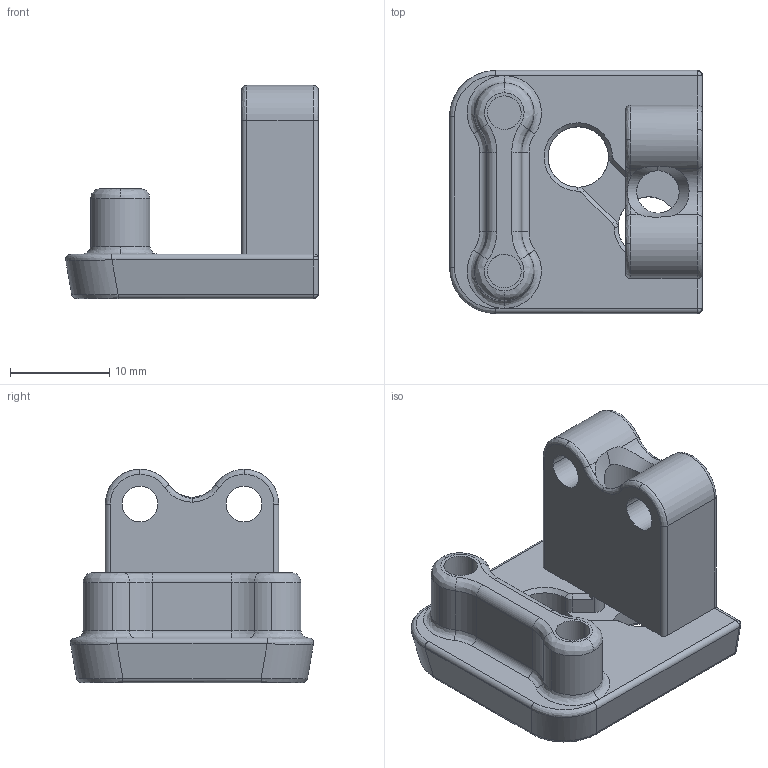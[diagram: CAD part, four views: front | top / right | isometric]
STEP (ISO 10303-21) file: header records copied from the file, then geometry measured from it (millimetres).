
FILE_DESCRIPTION (( 'STEP AP214' ), '1' );
FILE_NAME ('Mag V24 Probe Base.STEP', '2020-09-06T16:17:29', ( '' ), ( '' ), 'SwSTEP 2.0', 'SolidWorks 2020', '' );
FILE_SCHEMA (( 'AUTOMOTIVE_DESIGN' ));
Length unit declared in the file: millimetre
Products named in the file (1): Mag V24 Probe Base
Bounding box: 25.52 x 24.54 x 21.53 mm (x, y, z)
Volume: 4330.3 mm3; surface area: 3419.5 mm2
Topology: 1 solids, 1 shells, 144 faces, 371 edges, 222 vertices
Faces by surface type: cylinder 64, bspline 42, plane 24, cone 14
Entity records: 6302 total; most frequent: CARTESIAN_POINT 3001, ORIENTED_EDGE 726, DIRECTION 654, EDGE_CURVE 363, AXIS2_PLACEMENT_3D 268, VERTEX_POINT 222, CIRCLE 165, EDGE_LOOP 155
